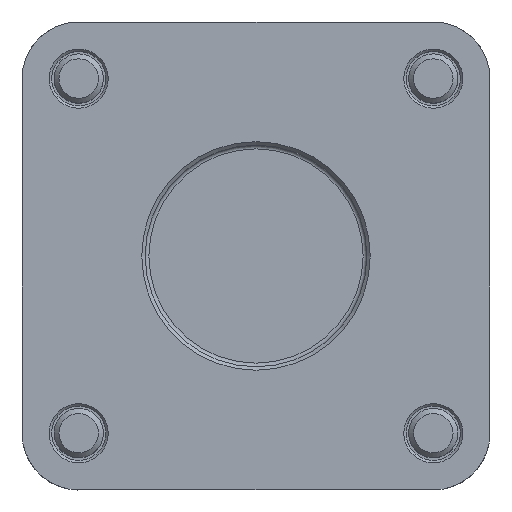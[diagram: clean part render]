
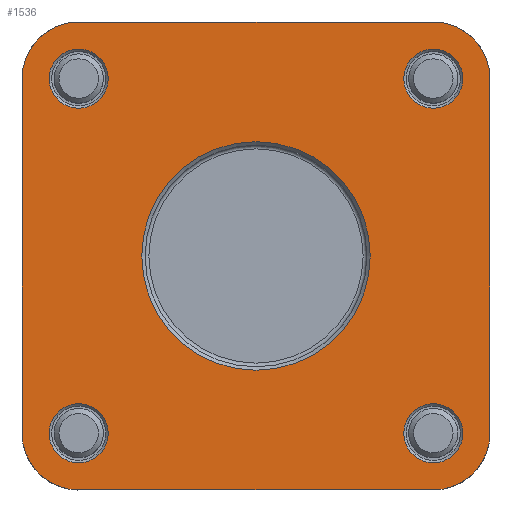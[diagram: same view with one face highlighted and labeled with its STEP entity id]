
A CAD part, top view. The second image highlights one B-rep face of the part: STEP entity #1536.
In plain terms, the highlighted planar face has unit normal (0, 0, 1).
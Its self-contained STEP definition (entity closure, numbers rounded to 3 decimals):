
#1402=CARTESIAN_POINT('',(42.,36.0,14.));
#1403=VERTEX_POINT('',#1402);
#1404=CARTESIAN_POINT('',(36.0,36.0,14.));
#1405=DIRECTION('',(0.0,0.0,1.0));
#1406=DIRECTION('',(-1.0,0.0,0.0));
#1407=AXIS2_PLACEMENT_3D('',#1404,#1405,#1406);
#1408=CIRCLE('',#1407,6.);
#1409=EDGE_CURVE('',#1403,#1403,#1408,.T.);
#1414=CARTESIAN_POINT('',(0.,0.,14.));
#1415=DIRECTION('',(0.0,0.0,1.0));
#1416=DIRECTION('',(1.0,0.0,0.0));
#1417=AXIS2_PLACEMENT_3D('',#1414,#1415,#1416);
#1418=PLANE('',#1417);
#1419=CARTESIAN_POINT('',(-36.0,-47.5,14.));
#1420=VERTEX_POINT('',#1419);
#1421=CARTESIAN_POINT('',(-47.5,-36.0,14.));
#1422=VERTEX_POINT('',#1421);
#1423=CARTESIAN_POINT('',(-36.0,-36.0,14.));
#1424=DIRECTION('',(0.0,0.0,-1.));
#1425=DIRECTION('',(-0.707,-0.707,0.0));
#1426=AXIS2_PLACEMENT_3D('',#1423,#1424,#1425);
#1427=CIRCLE('',#1426,11.5);
#1428=EDGE_CURVE('',#1420,#1422,#1427,.T.);
#1429=ORIENTED_EDGE('',*,*,#1428,.F.);
#1430=CARTESIAN_POINT('',(36.0,-47.5,14.));
#1431=VERTEX_POINT('',#1430);
#1432=CARTESIAN_POINT('',(36.0,-47.5,14.));
#1433=DIRECTION('',(-1.0,0.0,0.0));
#1434=VECTOR('',#1433,72.0);
#1435=LINE('',#1432,#1434);
#1436=EDGE_CURVE('',#1431,#1420,#1435,.T.);
#1437=ORIENTED_EDGE('',*,*,#1436,.F.);
#1438=CARTESIAN_POINT('',(47.5,-36.,14.));
#1439=VERTEX_POINT('',#1438);
#1440=CARTESIAN_POINT('',(36.0,-36.,14.));
#1441=DIRECTION('',(0.0,0.0,-1.));
#1442=DIRECTION('',(0.707,-0.707,0.0));
#1443=AXIS2_PLACEMENT_3D('',#1440,#1441,#1442);
#1444=CIRCLE('',#1443,11.5);
#1445=EDGE_CURVE('',#1439,#1431,#1444,.T.);
#1446=ORIENTED_EDGE('',*,*,#1445,.F.);
#1447=CARTESIAN_POINT('',(47.5,36.0,14.));
#1448=VERTEX_POINT('',#1447);
#1449=CARTESIAN_POINT('',(47.5,36.0,14.));
#1450=DIRECTION('',(0.0,-1.0,0.0));
#1451=VECTOR('',#1450,72.);
#1452=LINE('',#1449,#1451);
#1453=EDGE_CURVE('',#1448,#1439,#1452,.T.);
#1454=ORIENTED_EDGE('',*,*,#1453,.F.);
#1455=CARTESIAN_POINT('',(36.,47.5,14.));
#1456=VERTEX_POINT('',#1455);
#1457=CARTESIAN_POINT('',(36.,36.0,14.));
#1458=DIRECTION('',(0.0,0.0,-1.));
#1459=DIRECTION('',(0.707,0.707,0.0));
#1460=AXIS2_PLACEMENT_3D('',#1457,#1458,#1459);
#1461=CIRCLE('',#1460,11.5);
#1462=EDGE_CURVE('',#1456,#1448,#1461,.T.);
#1463=ORIENTED_EDGE('',*,*,#1462,.F.);
#1464=CARTESIAN_POINT('',(-36.,47.5,14.));
#1465=VERTEX_POINT('',#1464);
#1466=CARTESIAN_POINT('',(-36.0,47.5,14.));
#1467=DIRECTION('',(1.0,0.0,0.0));
#1468=VECTOR('',#1467,72.0);
#1469=LINE('',#1466,#1468);
#1470=EDGE_CURVE('',#1465,#1456,#1469,.T.);
#1471=ORIENTED_EDGE('',*,*,#1470,.F.);
#1472=CARTESIAN_POINT('',(-47.5,36.0,14.));
#1473=VERTEX_POINT('',#1472);
#1474=CARTESIAN_POINT('',(-36.,36.0,14.));
#1475=DIRECTION('',(0.0,0.0,-1.));
#1476=DIRECTION('',(-0.707,0.707,0.0));
#1477=AXIS2_PLACEMENT_3D('',#1474,#1475,#1476);
#1478=CIRCLE('',#1477,11.5);
#1479=EDGE_CURVE('',#1473,#1465,#1478,.T.);
#1480=ORIENTED_EDGE('',*,*,#1479,.F.);
#1481=CARTESIAN_POINT('',(-47.5,-36.0,14.));
#1482=DIRECTION('',(0.0,1.0,0.0));
#1483=VECTOR('',#1482,72.0);
#1484=LINE('',#1481,#1483);
#1485=EDGE_CURVE('',#1422,#1473,#1484,.T.);
#1486=ORIENTED_EDGE('',*,*,#1485,.F.);
#1487=EDGE_LOOP('',(#1429,#1437,#1446,#1454,#1463,#1471,#1480,#1486));
#1488=FACE_OUTER_BOUND('',#1487,.T.);
#1489=CARTESIAN_POINT('',(-30.,36.0,14.));
#1490=VERTEX_POINT('',#1489);
#1491=CARTESIAN_POINT('',(-36.,36.0,14.));
#1492=DIRECTION('',(0.0,0.0,1.0));
#1493=DIRECTION('',(-1.0,0.0,0.0));
#1494=AXIS2_PLACEMENT_3D('',#1491,#1492,#1493);
#1495=CIRCLE('',#1494,6.);
#1496=EDGE_CURVE('',#1490,#1490,#1495,.T.);
#1497=ORIENTED_EDGE('',*,*,#1496,.F.);
#1498=EDGE_LOOP('',(#1497));
#1499=FACE_BOUND('',#1498,.T.);
#1500=CARTESIAN_POINT('',(-30.,-36.0,14.));
#1501=VERTEX_POINT('',#1500);
#1502=CARTESIAN_POINT('',(-36.,-36.0,14.));
#1503=DIRECTION('',(0.0,0.0,1.0));
#1504=DIRECTION('',(-1.0,0.0,0.0));
#1505=AXIS2_PLACEMENT_3D('',#1502,#1503,#1504);
#1506=CIRCLE('',#1505,6.);
#1507=EDGE_CURVE('',#1501,#1501,#1506,.T.);
#1508=ORIENTED_EDGE('',*,*,#1507,.F.);
#1509=EDGE_LOOP('',(#1508));
#1510=FACE_BOUND('',#1509,.T.);
#1511=CARTESIAN_POINT('',(23.2,0.,14.));
#1512=VERTEX_POINT('',#1511);
#1513=CARTESIAN_POINT('',(0.0,0.0,14.));
#1514=DIRECTION('',(0.0,0.0,1.0));
#1515=DIRECTION('',(-1.0,0.0,0.0));
#1516=AXIS2_PLACEMENT_3D('',#1513,#1514,#1515);
#1517=CIRCLE('',#1516,23.2);
#1518=EDGE_CURVE('',#1512,#1512,#1517,.T.);
#1519=ORIENTED_EDGE('',*,*,#1518,.F.);
#1520=EDGE_LOOP('',(#1519));
#1521=FACE_BOUND('',#1520,.T.);
#1522=CARTESIAN_POINT('',(42.,-36.,14.));
#1523=VERTEX_POINT('',#1522);
#1524=CARTESIAN_POINT('',(36.0,-36.,14.));
#1525=DIRECTION('',(0.0,0.0,1.0));
#1526=DIRECTION('',(-1.0,0.0,0.0));
#1527=AXIS2_PLACEMENT_3D('',#1524,#1525,#1526);
#1528=CIRCLE('',#1527,6.);
#1529=EDGE_CURVE('',#1523,#1523,#1528,.T.);
#1530=ORIENTED_EDGE('',*,*,#1529,.F.);
#1531=EDGE_LOOP('',(#1530));
#1532=FACE_BOUND('',#1531,.T.);
#1533=ORIENTED_EDGE('',*,*,#1409,.F.);
#1534=EDGE_LOOP('',(#1533));
#1535=FACE_BOUND('',#1534,.T.);
#1536=ADVANCED_FACE('',(#1488,#1499,#1510,#1521,#1532,#1535),#1418,.T.);
